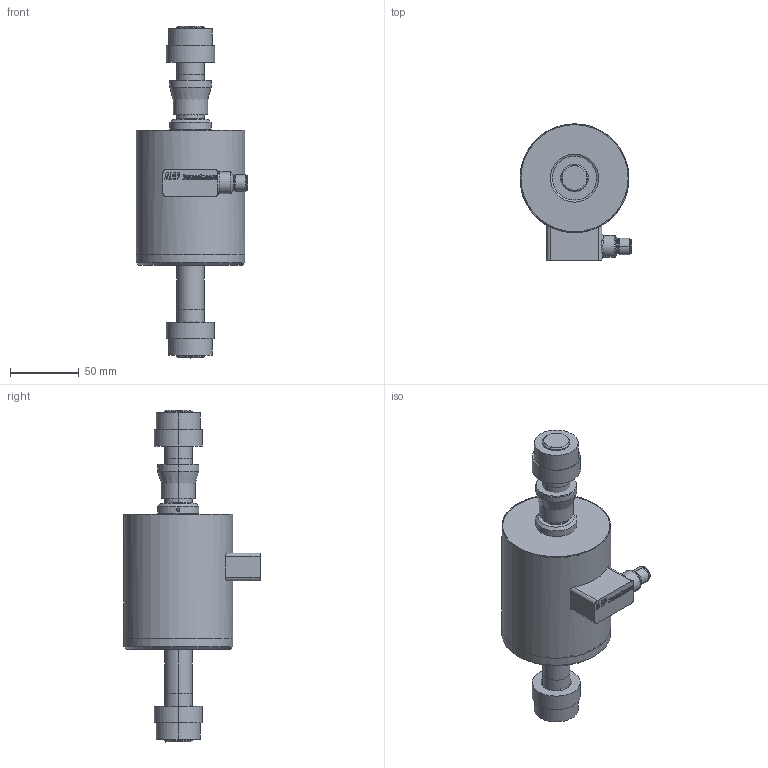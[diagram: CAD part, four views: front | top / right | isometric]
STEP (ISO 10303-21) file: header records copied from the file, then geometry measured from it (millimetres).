
FILE_DESCRIPTION(('STEP AP214'),'1');
FILE_NAME('µKAL up to 1kN with accessories.stp','2015-05-22T12:16:20',(' '),(' '),'Spatial InterOp 3D',' ',' ');
FILE_SCHEMA(('automotive_design'));
Length unit declared in the file: millimetre
Products named in the file (17): µKAL up to 1kN with accessories; Body; CCISO5-Spherical M8; CCISO5-Spherical M8 Geometry; O-RING 115 ø2.62; M8 male K type; 10_56_6481_2008_01; 10_56_6481_2008_02; Tension industrial; Nut M8; CCISO5- Loading head M8; CTISO5 - Rod µKAL M8; CTISO5 - Washer µKAL; CTISO5 - Nut µKAL; Compression head industrial
Assembly tree (19 placements, depth 4):
  µKAL up to 1kN with accessories
    Body
    CCISO5-Spherical M8
      CCISO5-Spherical M8 Geometry
      O-RING 115 ø2.62
    Tension industrial
      M8 male K type  x2
        10_56_6481_2008_01
        10_56_6481_2008_02
      Nut M8  x2
    CCISO5- Loading head M8
    CTISO5 - Rod µKAL M8
    CTISO5 - Rod µKAL M8
    CTISO5 - Washer µKAL  x2
    CTISO5 - Nut µKAL
    CTISO5 - Nut µKAL
    Compression head industrial
Bounding box: 81.45 x 99.16 x 241.5 mm (x, y, z)
Volume: 608061.4 mm3; surface area: 90234.8 mm2
Topology: 17 solids, 36 shells, 548 faces, 1325 edges, 873 vertices
Faces by surface type: plane 222, cylinder 128, cone 95, extrusion 42, sphere 33, torus 17, revolution 8, bspline 3
Full cylindrical faces by diameter (mm): 2.459 x1, 9.4 x1, 9.55 x1, 16 x1, 21 x1, 23 x1, 30 x1, 50 x1, 76.45 x1, 76.5 x1, 78 x2, 79.2 x2
Entity records: 18229 total; most frequent: CARTESIAN_POINT 3493, DIRECTION 2240, ORIENTED_EDGE 2098, EDGE_CURVE 1063, AXIS2_PLACEMENT_3D 824, VERTEX_POINT 725, VECTOR 588, EDGE_LOOP 546
